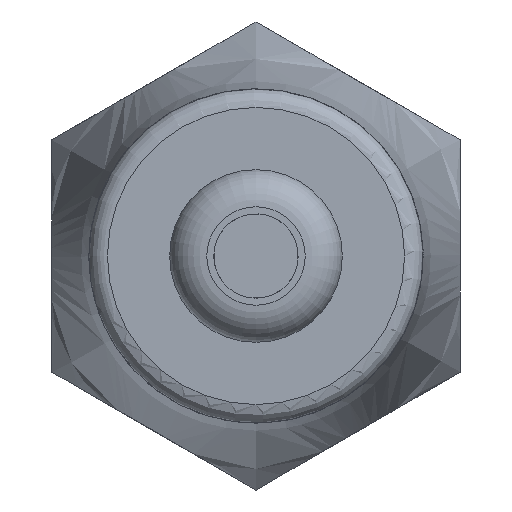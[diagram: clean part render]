
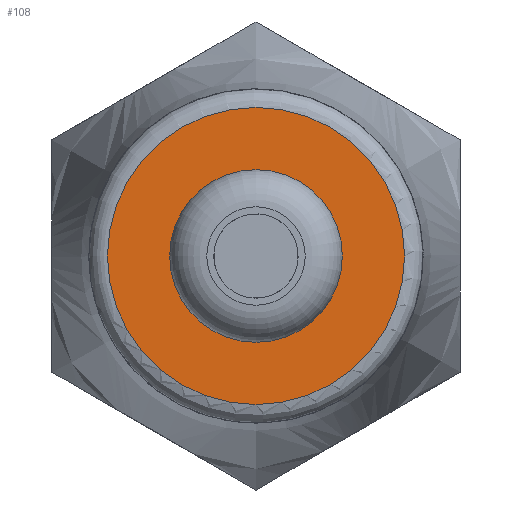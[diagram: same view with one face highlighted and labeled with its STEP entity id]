
A CAD part, front view. The second image highlights one B-rep face of the part: STEP entity #108.
In plain terms, the highlighted planar face has unit normal (0, -1, 0).
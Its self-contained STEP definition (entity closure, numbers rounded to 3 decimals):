
#108 = ADVANCED_FACE( '', ( #291, #292 ), #293, .F. );
#291 = FACE_BOUND( '', #613, .T. );
#292 = FACE_OUTER_BOUND( '', #614, .T. );
#293 = PLANE( '', #615 );
#613 = EDGE_LOOP( '', ( #1248 ) );
#614 = EDGE_LOOP( '', ( #1249 ) );
#615 = AXIS2_PLACEMENT_3D( '', #1250, #1251, #1252 );
#1248 = ORIENTED_EDGE( '', *, *, #1792, .F. );
#1249 = ORIENTED_EDGE( '', *, *, #1793, .T. );
#1250 = CARTESIAN_POINT( '', ( 0., -16.75, 0. ) );
#1251 = DIRECTION( '', ( 0., 1., 0. ) );
#1252 = DIRECTION( '', ( -1., 0., 0. ) );
#1792 = EDGE_CURVE( '', #1995, #1995, #1996, .T. );
#1793 = EDGE_CURVE( '', #1997, #1997, #1998, .F. );
#1995 = VERTEX_POINT( '', #2397 );
#1996 = CIRCLE( '', #2398, 4.65 );
#1997 = VERTEX_POINT( '', #2399 );
#1998 = CIRCLE( '', #2400, 8. );
#2397 = CARTESIAN_POINT( '', ( 0., -16.75, 4.65 ) );
#2398 = AXIS2_PLACEMENT_3D( '', #3202, #3203, #3204 );
#2399 = CARTESIAN_POINT( '', ( -8., -16.75, 0. ) );
#2400 = AXIS2_PLACEMENT_3D( '', #3205, #3206, #3207 );
#3202 = CARTESIAN_POINT( '', ( 0., -16.75, 0. ) );
#3203 = DIRECTION( '', ( 0., -1., 0. ) );
#3204 = DIRECTION( '', ( 0., 0., 1. ) );
#3205 = CARTESIAN_POINT( '', ( 0., -16.75, 0. ) );
#3206 = DIRECTION( '', ( 0., 1., 0. ) );
#3207 = DIRECTION( '', ( -1., 0., 0. ) );
